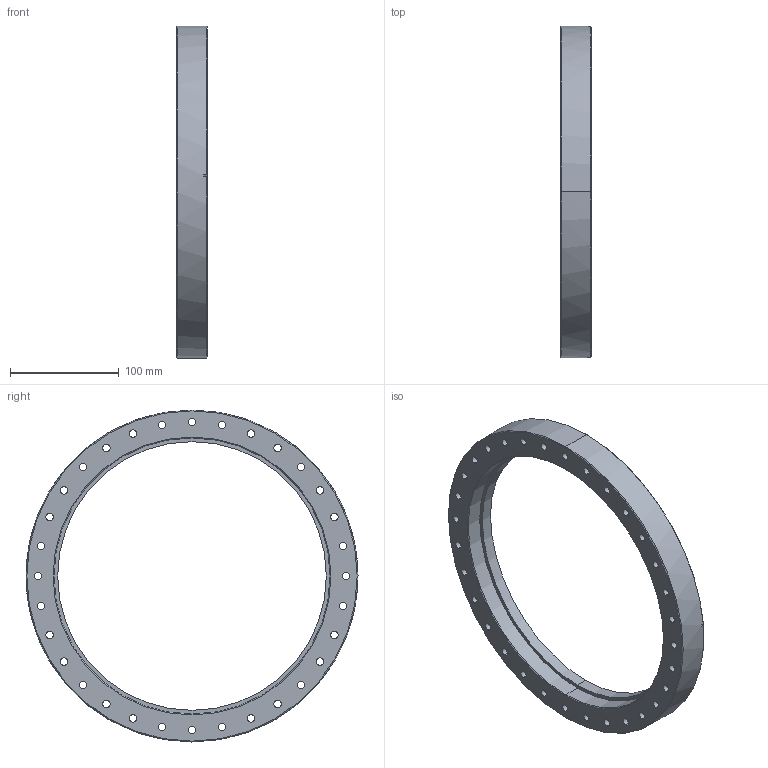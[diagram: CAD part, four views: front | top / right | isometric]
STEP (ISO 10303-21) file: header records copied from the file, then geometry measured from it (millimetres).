
FILE_DESCRIPTION (( 'STEP AP203' ), '1' );
FILE_NAME ('130093_A.STEP', '2024-03-18T08:26:07', ( '' ), ( '' ), 'SwSTEP 2.0', 'SolidWorks 2022', '' );
FILE_SCHEMA (( 'CONFIG_CONTROL_DESIGN' ));
Length unit declared in the file: inch
Products named in the file (1): 130093_A
Bounding box: 28.45 x 305.99 x 305.99 mm (x, y, z)
Volume: 624801 mm3; surface area: 117906 mm2
Topology: 1 solids, 1 shells, 100 faces, 276 edges, 179 vertices
Faces by surface type: cylinder 76, cone 9, plane 9, torus 6
Entity records: 3494 total; most frequent: DIRECTION 645, CARTESIAN_POINT 580, ORIENTED_EDGE 552, EDGE_CURVE 276, AXIS2_PLACEMENT_3D 276, VERTEX_POINT 179, CIRCLE 175, EDGE_LOOP 167
